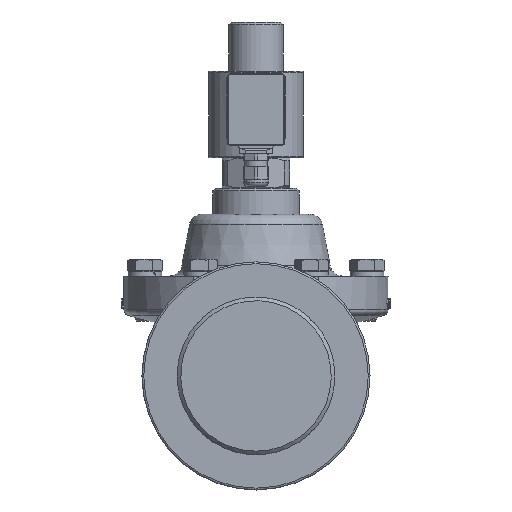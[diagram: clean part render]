
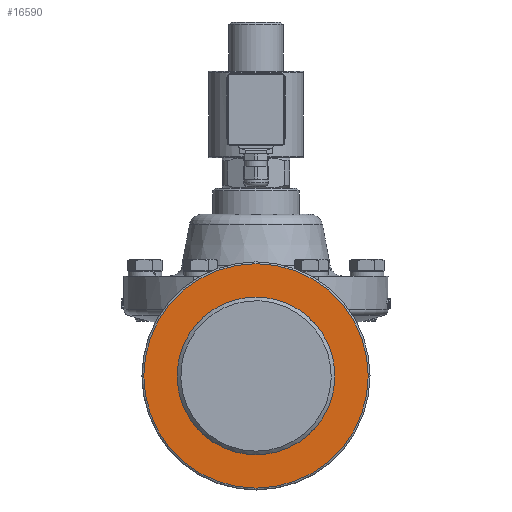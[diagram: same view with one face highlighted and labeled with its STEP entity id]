
A CAD part, front view. The second image highlights one B-rep face of the part: STEP entity #16590.
In plain terms, the highlighted planar face has unit normal (0, -1, 0).
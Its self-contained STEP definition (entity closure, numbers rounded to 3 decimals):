
#3410=FACE_BOUND('',#5089,.T.);
#4029=FACE_OUTER_BOUND('',#5088,.T.);
#5088=EDGE_LOOP('',(#12365));
#5089=EDGE_LOOP('',(#12366,#12367,#12368,#12369,#12370,#12371,#12372,#12373));
#5908=CIRCLE('',#17819,91.);
#5909=CIRCLE('',#17820,9.);
#5910=CIRCLE('',#17821,64.);
#5911=CIRCLE('',#17822,9.);
#5912=CIRCLE('',#17823,64.);
#5913=CIRCLE('',#17824,9.);
#5914=CIRCLE('',#17825,64.);
#5915=CIRCLE('',#17826,9.);
#5916=CIRCLE('',#17827,64.);
#6946=VERTEX_POINT('',#29643);
#6947=VERTEX_POINT('',#29645);
#6948=VERTEX_POINT('',#29646);
#6949=VERTEX_POINT('',#29648);
#6950=VERTEX_POINT('',#29650);
#6951=VERTEX_POINT('',#29652);
#6952=VERTEX_POINT('',#29654);
#6953=VERTEX_POINT('',#29656);
#6954=VERTEX_POINT('',#29658);
#8877=EDGE_CURVE('',#6946,#6946,#5908,.T.);
#8878=EDGE_CURVE('',#6947,#6948,#5909,.T.);
#8879=EDGE_CURVE('',#6947,#6949,#5910,.T.);
#8880=EDGE_CURVE('',#6950,#6949,#5911,.T.);
#8881=EDGE_CURVE('',#6950,#6951,#5912,.T.);
#8882=EDGE_CURVE('',#6952,#6951,#5913,.T.);
#8883=EDGE_CURVE('',#6952,#6953,#5914,.T.);
#8884=EDGE_CURVE('',#6954,#6953,#5915,.T.);
#8885=EDGE_CURVE('',#6954,#6948,#5916,.T.);
#12365=ORIENTED_EDGE('',*,*,#8877,.F.);
#12366=ORIENTED_EDGE('',*,*,#8878,.F.);
#12367=ORIENTED_EDGE('',*,*,#8879,.T.);
#12368=ORIENTED_EDGE('',*,*,#8880,.F.);
#12369=ORIENTED_EDGE('',*,*,#8881,.T.);
#12370=ORIENTED_EDGE('',*,*,#8882,.F.);
#12371=ORIENTED_EDGE('',*,*,#8883,.T.);
#12372=ORIENTED_EDGE('',*,*,#8884,.F.);
#12373=ORIENTED_EDGE('',*,*,#8885,.T.);
#14981=PLANE('',#17818);
#16590=ADVANCED_FACE('',(#4029,#3410),#14981,.T.);
#17818=AXIS2_PLACEMENT_3D('',#29642,#20264,#20265);
#17819=AXIS2_PLACEMENT_3D('',#29644,#20266,#20267);
#17820=AXIS2_PLACEMENT_3D('',#29647,#20268,#20269);
#17821=AXIS2_PLACEMENT_3D('',#29649,#20270,#20271);
#17822=AXIS2_PLACEMENT_3D('',#29651,#20272,#20273);
#17823=AXIS2_PLACEMENT_3D('',#29653,#20274,#20275);
#17824=AXIS2_PLACEMENT_3D('',#29655,#20276,#20277);
#17825=AXIS2_PLACEMENT_3D('',#29657,#20278,#20279);
#17826=AXIS2_PLACEMENT_3D('',#29659,#20280,#20281);
#17827=AXIS2_PLACEMENT_3D('',#29660,#20282,#20283);
#20264=DIRECTION('center_axis',(0.,-1.,0.));
#20265=DIRECTION('ref_axis',(0.,0.,-1.));
#20266=DIRECTION('center_axis',(0.,1.,0.));
#20267=DIRECTION('ref_axis',(1.,0.,0.));
#20268=DIRECTION('center_axis',(0.,1.,0.));
#20269=DIRECTION('ref_axis',(1.,0.,0.));
#20270=DIRECTION('center_axis',(0.,1.,0.));
#20271=DIRECTION('ref_axis',(1.,0.,0.));
#20272=DIRECTION('center_axis',(0.,1.,0.));
#20273=DIRECTION('ref_axis',(1.,0.,0.));
#20274=DIRECTION('center_axis',(0.,1.,0.));
#20275=DIRECTION('ref_axis',(1.,0.,0.));
#20276=DIRECTION('center_axis',(0.,1.,0.));
#20277=DIRECTION('ref_axis',(1.,0.,0.));
#20278=DIRECTION('center_axis',(0.,1.,0.));
#20279=DIRECTION('ref_axis',(1.,0.,0.));
#20280=DIRECTION('center_axis',(0.,1.,0.));
#20281=DIRECTION('ref_axis',(1.,0.,0.));
#20282=DIRECTION('center_axis',(0.,1.,0.));
#20283=DIRECTION('ref_axis',(1.,0.,0.));
#29642=CARTESIAN_POINT('Origin',(0.,-142.,91.));
#29643=CARTESIAN_POINT('',(0.,-142.,91.));
#29644=CARTESIAN_POINT('Origin',(0.,-142.,0.));
#29645=CARTESIAN_POINT('',(-47.177,-142.,-43.247));
#29646=CARTESIAN_POINT('',(-43.247,-142.,-47.177));
#29647=CARTESIAN_POINT('Origin',(-51.265,-142.,-51.265));
#29648=CARTESIAN_POINT('',(-47.177,-142.,43.247));
#29649=CARTESIAN_POINT('Origin',(0.,-142.,0.));
#29650=CARTESIAN_POINT('',(-43.247,-142.,47.177));
#29651=CARTESIAN_POINT('Origin',(-51.265,-142.,51.265));
#29652=CARTESIAN_POINT('',(43.247,-142.,47.177));
#29653=CARTESIAN_POINT('Origin',(0.,-142.,0.));
#29654=CARTESIAN_POINT('',(47.177,-142.,43.247));
#29655=CARTESIAN_POINT('Origin',(51.265,-142.,51.265));
#29656=CARTESIAN_POINT('',(47.177,-142.,-43.247));
#29657=CARTESIAN_POINT('Origin',(0.,-142.,0.));
#29658=CARTESIAN_POINT('',(43.247,-142.,-47.177));
#29659=CARTESIAN_POINT('Origin',(51.265,-142.,-51.265));
#29660=CARTESIAN_POINT('Origin',(0.,-142.,0.));
